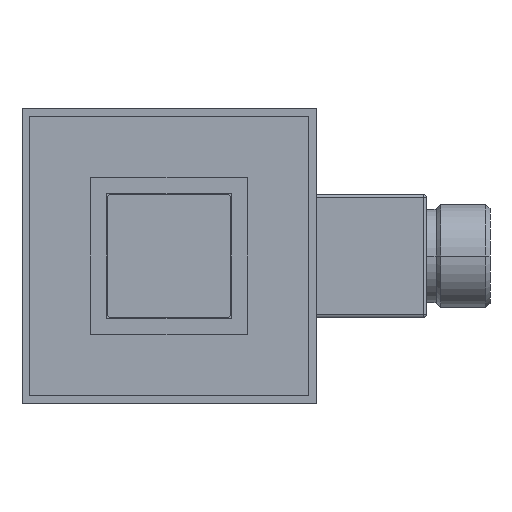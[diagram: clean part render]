
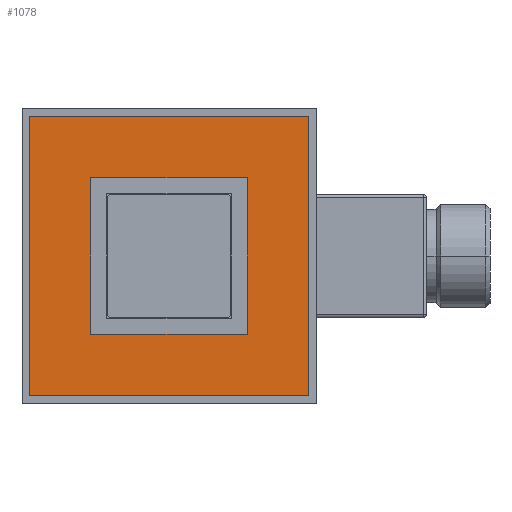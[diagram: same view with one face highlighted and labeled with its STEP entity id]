
A CAD part, left-side view. The second image highlights one B-rep face of the part: STEP entity #1078.
In plain terms, the highlighted planar face has unit normal (-1, 0, 0).
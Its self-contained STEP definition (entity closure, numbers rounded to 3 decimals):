
#100=DIRECTION('',(0.,-1.,0.));
#101=VECTOR('',#100,57.);
#102=CARTESIAN_POINT('',(55.5,28.5,28.5));
#103=LINE('',#102,#101);
#104=DIRECTION('',(0.,0.,-1.));
#105=VECTOR('',#104,57.);
#106=CARTESIAN_POINT('',(55.5,-28.5,28.5));
#107=LINE('',#106,#105);
#108=DIRECTION('',(0.,1.,0.));
#109=VECTOR('',#108,57.);
#110=CARTESIAN_POINT('',(55.5,-28.5,-28.5));
#111=LINE('',#110,#109);
#112=DIRECTION('',(0.,0.,1.));
#113=VECTOR('',#112,57.);
#114=CARTESIAN_POINT('',(55.5,28.5,-28.5));
#115=LINE('',#114,#113);
#116=DIRECTION('',(0.,0.,-1.));
#117=VECTOR('',#116,32.);
#118=CARTESIAN_POINT('',(55.5,16.,16.));
#119=LINE('',#118,#117);
#120=DIRECTION('',(0.,-1.,0.));
#121=VECTOR('',#120,32.);
#122=CARTESIAN_POINT('',(55.5,16.,-16.));
#123=LINE('',#122,#121);
#124=DIRECTION('',(0.,0.,1.));
#125=VECTOR('',#124,32.);
#126=CARTESIAN_POINT('',(55.5,-16.,-16.));
#127=LINE('',#126,#125);
#128=DIRECTION('',(0.,1.,0.));
#129=VECTOR('',#128,32.);
#130=CARTESIAN_POINT('',(55.5,-16.,16.));
#131=LINE('',#130,#129);
#814=CARTESIAN_POINT('',(55.5,16.,16.));
#815=CARTESIAN_POINT('',(55.5,16.,-16.));
#816=VERTEX_POINT('',#814);
#817=VERTEX_POINT('',#815);
#818=CARTESIAN_POINT('',(55.5,-16.,-16.));
#819=VERTEX_POINT('',#818);
#820=CARTESIAN_POINT('',(55.5,-16.,16.));
#821=VERTEX_POINT('',#820);
#822=CARTESIAN_POINT('',(55.5,28.5,28.5));
#823=CARTESIAN_POINT('',(55.5,-28.5,28.5));
#824=VERTEX_POINT('',#822);
#825=VERTEX_POINT('',#823);
#826=CARTESIAN_POINT('',(55.5,-28.5,-28.5));
#827=VERTEX_POINT('',#826);
#828=CARTESIAN_POINT('',(55.5,28.5,-28.5));
#829=VERTEX_POINT('',#828);
#1054=CARTESIAN_POINT('',(55.5,0.,0.));
#1055=DIRECTION('',(1.,0.,0.));
#1056=DIRECTION('',(0.,-1.,0.));
#1057=AXIS2_PLACEMENT_3D('',#1054,#1055,#1056);
#1058=PLANE('',#1057);
#1060=ORIENTED_EDGE('',*,*,#1059,.T.);
#1062=ORIENTED_EDGE('',*,*,#1061,.T.);
#1064=ORIENTED_EDGE('',*,*,#1063,.T.);
#1066=ORIENTED_EDGE('',*,*,#1065,.T.);
#1067=EDGE_LOOP('',(#1060,#1062,#1064,#1066));
#1068=FACE_OUTER_BOUND('',#1067,.F.);
#1069=ORIENTED_EDGE('',*,*,#1037,.T.);
#1071=ORIENTED_EDGE('',*,*,#1070,.T.);
#1073=ORIENTED_EDGE('',*,*,#1072,.T.);
#1075=ORIENTED_EDGE('',*,*,#1074,.T.);
#1076=EDGE_LOOP('',(#1069,#1071,#1073,#1075));
#1077=FACE_BOUND('',#1076,.F.);
#1078=ADVANCED_FACE('',(#1068,#1077),#1058,.F.);
#1037=EDGE_CURVE('',#816,#817,#119,.T.);
#1059=EDGE_CURVE('',#824,#825,#103,.T.);
#1061=EDGE_CURVE('',#825,#827,#107,.T.);
#1063=EDGE_CURVE('',#827,#829,#111,.T.);
#1065=EDGE_CURVE('',#829,#824,#115,.T.);
#1070=EDGE_CURVE('',#817,#819,#123,.T.);
#1072=EDGE_CURVE('',#819,#821,#127,.T.);
#1074=EDGE_CURVE('',#821,#816,#131,.T.);
